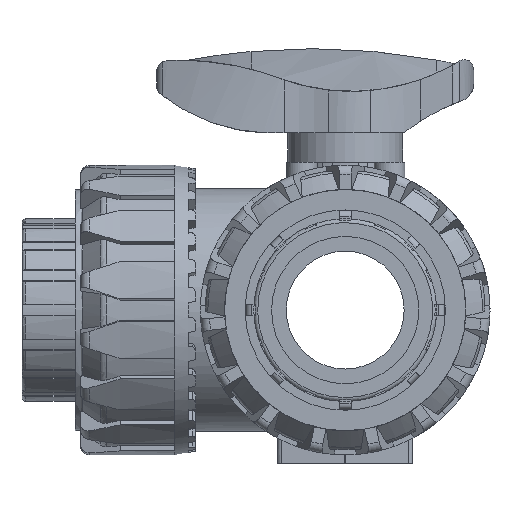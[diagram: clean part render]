
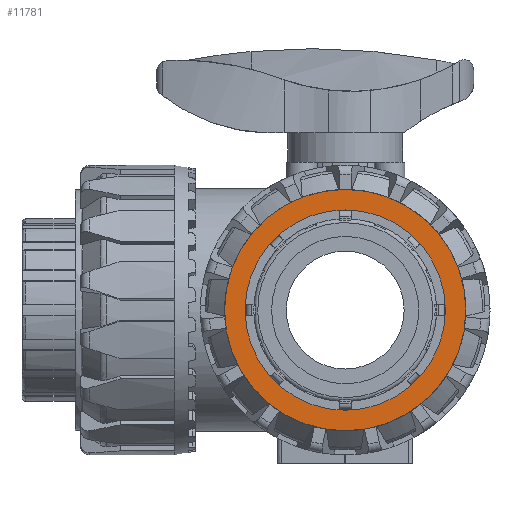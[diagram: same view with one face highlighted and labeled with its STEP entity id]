
A CAD part, front view. The second image highlights one B-rep face of the part: STEP entity #11781.
In plain terms, the highlighted face is planar.
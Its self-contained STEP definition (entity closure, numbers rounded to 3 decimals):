
#2532=PLANE($,#13038);
#2653=FACE_BOUND($,#3804,.T.);
#2654=FACE_BOUND($,#3805,.T.);
#3804=EDGE_LOOP($,(#10260));
#3805=EDGE_LOOP($,(#10261));
#4317=CIRCLE($,#12944,34.);
#4341=CIRCLE($,#13005,40.95);
#5390=VERTEX_POINT($,#20668);
#5407=VERTEX_POINT($,#20795);
#7006=EDGE_CURVE($,#5390,#5390,#4317,.T.);
#7073=EDGE_CURVE($,#5407,#5407,#4341,.T.);
#10260=ORIENTED_EDGE($,*,*,#7006,.T.);
#10261=ORIENTED_EDGE($,*,*,#7073,.T.);
#11781=ADVANCED_FACE($,(#2653,#2654),#2532,.T.);
#12944=AXIS2_PLACEMENT_3D($,#20669,#15932,#15933);
#13005=AXIS2_PLACEMENT_3D($,#20796,#16082,#16083);
#13038=AXIS2_PLACEMENT_3D($,#20833,#16149,#16150);
#15932=DIRECTION('center_axis',(0.,0.,-1.));
#15933=DIRECTION('ref_axis',(-1.,0.,0.));
#16082=DIRECTION('center_axis',(0.,0.,1.));
#16083=DIRECTION('ref_axis',(1.,0.,0.));
#16149=DIRECTION('center_axis',(0.,0.,1.));
#16150=DIRECTION('ref_axis',(1.,0.,0.));
#20668=CARTESIAN_POINT('',(34.,0.,40.8));
#20669=CARTESIAN_POINT('Origin',(0.,0.,40.8));
#20795=CARTESIAN_POINT('',(0.,-40.95,40.8));
#20796=CARTESIAN_POINT('Origin',(0.,0.,40.8));
#20833=CARTESIAN_POINT('Origin',(0.,0.,40.8));
